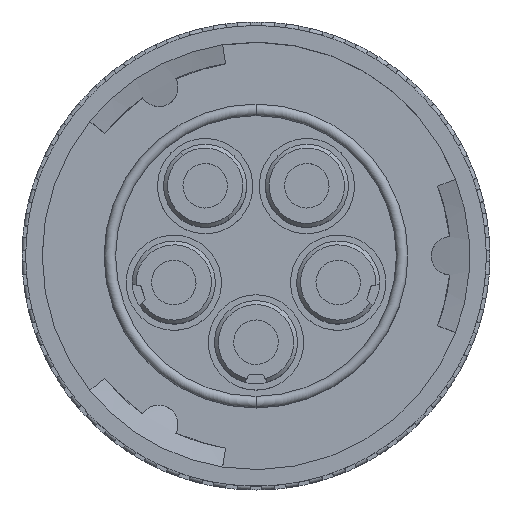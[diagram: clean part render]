
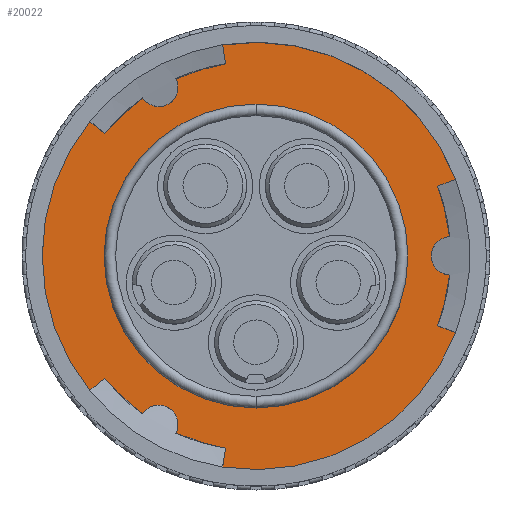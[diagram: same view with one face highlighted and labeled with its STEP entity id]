
A CAD part, top view. The second image highlights one B-rep face of the part: STEP entity #20022.
In plain terms, the highlighted planar face has unit normal (0, 0, 1).
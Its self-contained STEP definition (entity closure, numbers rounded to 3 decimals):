
#19865 = VERTEX_POINT('',#19866);
#19866 = CARTESIAN_POINT('',(-2.013,12.707,27.153));
#19872 = EDGE_CURVE('',#19873,#19865,#19875,.T.);
#19873 = VERTEX_POINT('',#19874);
#19874 = CARTESIAN_POINT('',(-9.998,8.096,27.153));
#19875 = CIRCLE('',#19876,12.865);
#19876 = AXIS2_PLACEMENT_3D('',#19877,#19878,#19879);
#19877 = CARTESIAN_POINT('',(0.,0.,27.153));
#19878 = DIRECTION('',(0.,0.,-1.));
#19879 = DIRECTION('',(-0.777,0.629,0.));
#19897 = EDGE_CURVE('',#19865,#19898,#19900,.T.);
#19898 = VERTEX_POINT('',#19899);
#19899 = CARTESIAN_POINT('',(-2.211,13.961,27.153));
#19900 = LINE('',#19901,#19902);
#19901 = CARTESIAN_POINT('',(-2.013,12.707,27.153));
#19902 = VECTOR('',#19903,1.);
#19903 = DIRECTION('',(-0.156,0.988,0.));
#19921 = VERTEX_POINT('',#19922);
#19922 = CARTESIAN_POINT('',(-10.985,8.896,27.153));
#19928 = EDGE_CURVE('',#19929,#19921,#19931,.T.);
#19929 = VERTEX_POINT('',#19930);
#19930 = CARTESIAN_POINT('',(-10.985,-8.896,27.153));
#19931 = CIRCLE('',#19932,14.135);
#19932 = AXIS2_PLACEMENT_3D('',#19933,#19934,#19935);
#19933 = CARTESIAN_POINT('',(0.,0.,27.153));
#19934 = DIRECTION('',(0.,0.,-1.));
#19935 = DIRECTION('',(-0.777,-0.629,0.));
#19955 = VERTEX_POINT('',#19956);
#19956 = CARTESIAN_POINT('',(13.196,5.066,27.153));
#19962 = EDGE_CURVE('',#19955,#19898,#19963,.T.);
#19963 = CIRCLE('',#19964,14.135);
#19964 = AXIS2_PLACEMENT_3D('',#19965,#19966,#19967);
#19965 = CARTESIAN_POINT('',(0.,0.,27.153));
#19966 = DIRECTION('',(0.,0.,1.));
#19967 = DIRECTION('',(0.934,0.358,0.));
#19978 = VERTEX_POINT('',#19979);
#19979 = CARTESIAN_POINT('',(13.196,-5.066,27.153));
#19987 = VERTEX_POINT('',#19988);
#19988 = CARTESIAN_POINT('',(-2.211,-13.961,27.153));
#19994 = EDGE_CURVE('',#19987,#19978,#19995,.T.);
#19995 = CIRCLE('',#19996,14.135);
#19996 = AXIS2_PLACEMENT_3D('',#19997,#19998,#19999);
#19997 = CARTESIAN_POINT('',(0.,0.,27.153));
#19998 = DIRECTION('',(0.,0.,1.));
#19999 = DIRECTION('',(-0.156,-0.988,0.));
#20011 = EDGE_CURVE('',#19921,#19873,#20012,.T.);
#20012 = LINE('',#20013,#20014);
#20013 = CARTESIAN_POINT('',(-10.985,8.896,27.153));
#20014 = VECTOR('',#20015,1.);
#20015 = DIRECTION('',(0.777,-0.629,0.));
#20022 = ADVANCED_FACE('',(#20023,#20077),#20097,.T.);
#20023 = FACE_BOUND('',#20024,.F.);
#20024 = EDGE_LOOP('',(#20025,#20036,#20042,#20043,#20044,#20045,#20046,
    #20047,#20055,#20064,#20070,#20071));
#20025 = ORIENTED_EDGE('',*,*,#20026,.T.);
#20026 = EDGE_CURVE('',#20027,#20029,#20031,.T.);
#20027 = VERTEX_POINT('',#20028);
#20028 = CARTESIAN_POINT('',(-2.013,-12.707,27.153));
#20029 = VERTEX_POINT('',#20030);
#20030 = CARTESIAN_POINT('',(-9.998,-8.096,27.153));
#20031 = CIRCLE('',#20032,12.865);
#20032 = AXIS2_PLACEMENT_3D('',#20033,#20034,#20035);
#20033 = CARTESIAN_POINT('',(0.,0.,27.153));
#20034 = DIRECTION('',(0.,0.,-1.));
#20035 = DIRECTION('',(-0.156,-0.988,0.));
#20036 = ORIENTED_EDGE('',*,*,#20037,.T.);
#20037 = EDGE_CURVE('',#20029,#19929,#20038,.T.);
#20038 = LINE('',#20039,#20040);
#20039 = CARTESIAN_POINT('',(-9.998,-8.096,27.153));
#20040 = VECTOR('',#20041,1.);
#20041 = DIRECTION('',(-0.777,-0.629,0.));
#20042 = ORIENTED_EDGE('',*,*,#19928,.T.);
#20043 = ORIENTED_EDGE('',*,*,#20011,.T.);
#20044 = ORIENTED_EDGE('',*,*,#19872,.T.);
#20045 = ORIENTED_EDGE('',*,*,#19897,.T.);
#20046 = ORIENTED_EDGE('',*,*,#19962,.F.);
#20047 = ORIENTED_EDGE('',*,*,#20048,.T.);
#20048 = EDGE_CURVE('',#19955,#20049,#20051,.T.);
#20049 = VERTEX_POINT('',#20050);
#20050 = CARTESIAN_POINT('',(12.011,4.61,27.153));
#20051 = LINE('',#20052,#20053);
#20052 = CARTESIAN_POINT('',(13.196,5.066,27.153));
#20053 = VECTOR('',#20054,1.);
#20054 = DIRECTION('',(-0.934,-0.358,0.));
#20055 = ORIENTED_EDGE('',*,*,#20056,.T.);
#20056 = EDGE_CURVE('',#20049,#20057,#20059,.T.);
#20057 = VERTEX_POINT('',#20058);
#20058 = CARTESIAN_POINT('',(12.011,-4.61,27.153));
#20059 = CIRCLE('',#20060,12.865);
#20060 = AXIS2_PLACEMENT_3D('',#20061,#20062,#20063);
#20061 = CARTESIAN_POINT('',(0.,0.,27.153));
#20062 = DIRECTION('',(0.,0.,-1.));
#20063 = DIRECTION('',(0.934,0.358,0.));
#20064 = ORIENTED_EDGE('',*,*,#20065,.T.);
#20065 = EDGE_CURVE('',#20057,#19978,#20066,.T.);
#20066 = LINE('',#20067,#20068);
#20067 = CARTESIAN_POINT('',(12.011,-4.61,27.153));
#20068 = VECTOR('',#20069,1.);
#20069 = DIRECTION('',(0.934,-0.358,0.));
#20070 = ORIENTED_EDGE('',*,*,#19994,.F.);
#20071 = ORIENTED_EDGE('',*,*,#20072,.T.);
#20072 = EDGE_CURVE('',#19987,#20027,#20073,.T.);
#20073 = LINE('',#20074,#20075);
#20074 = CARTESIAN_POINT('',(-2.211,-13.961,27.153));
#20075 = VECTOR('',#20076,1.);
#20076 = DIRECTION('',(0.156,0.988,0.));
#20077 = FACE_BOUND('',#20078,.F.);
#20078 = EDGE_LOOP('',(#20079,#20090));
#20079 = ORIENTED_EDGE('',*,*,#20080,.T.);
#20080 = EDGE_CURVE('',#20081,#20083,#20085,.T.);
#20081 = VERTEX_POINT('',#20082);
#20082 = CARTESIAN_POINT('',(0.,-10.046,27.153));
#20083 = VERTEX_POINT('',#20084);
#20084 = CARTESIAN_POINT('',(0.,10.046,27.153));
#20085 = CIRCLE('',#20086,10.046);
#20086 = AXIS2_PLACEMENT_3D('',#20087,#20088,#20089);
#20087 = CARTESIAN_POINT('',(0.,0.,27.153));
#20088 = DIRECTION('',(0.,0.,1.));
#20089 = DIRECTION('',(0.,-1.,0.));
#20090 = ORIENTED_EDGE('',*,*,#20091,.F.);
#20091 = EDGE_CURVE('',#20081,#20083,#20092,.T.);
#20092 = CIRCLE('',#20093,10.046);
#20093 = AXIS2_PLACEMENT_3D('',#20094,#20095,#20096);
#20094 = CARTESIAN_POINT('',(0.,0.,27.153));
#20095 = DIRECTION('',(0.,0.,-1.));
#20096 = DIRECTION('',(0.,-1.,0.));
#20097 = PLANE('',#20098);
#20098 = AXIS2_PLACEMENT_3D('',#20099,#20100,#20101);
#20099 = CARTESIAN_POINT('',(0.,0.,27.153));
#20100 = DIRECTION('',(0.,0.,1.));
#20101 = DIRECTION('',(0.,1.,0.));
